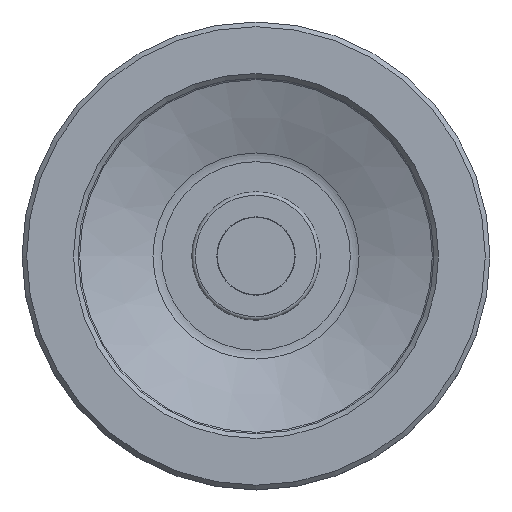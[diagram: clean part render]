
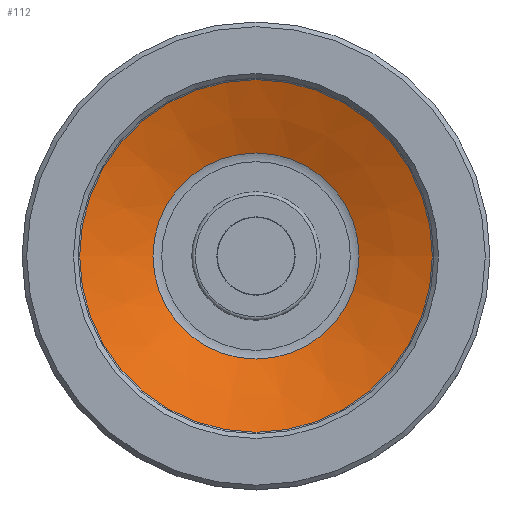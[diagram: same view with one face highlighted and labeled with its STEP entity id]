
A CAD part, top view. The second image highlights one B-rep face of the part: STEP entity #112.
In plain terms, the highlighted conical face has half-angle 68.199 degrees and reference radius 42.25 mm.
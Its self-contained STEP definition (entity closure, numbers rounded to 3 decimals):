
#112 = ADVANCED_FACE( '', ( #252, #253 ), #254, .F. );
#252 = FACE_BOUND( '', #1114, .T. );
#253 = FACE_OUTER_BOUND( '', #1115, .T. );
#254 = CONICAL_SURFACE( '', #1116, 42.25, 1.19 );
#1114 = EDGE_LOOP( '', ( #2031 ) );
#1115 = EDGE_LOOP( '', ( #2032 ) );
#1116 = AXIS2_PLACEMENT_3D( '', #2033, #2034, #2035 );
#2031 = ORIENTED_EDGE( '', *, *, #2218, .T. );
#2032 = ORIENTED_EDGE( '', *, *, #2222, .T. );
#2033 = CARTESIAN_POINT( '', ( 0., 0., 24.4 ) );
#2034 = DIRECTION( '', ( 0., 0., 1. ) );
#2035 = DIRECTION( '', ( 1., 0., 0. ) );
#2218 = EDGE_CURVE( '', #2355, #2355, #2356, .T. );
#2222 = EDGE_CURVE( '', #2361, #2361, #2362, .T. );
#2355 = VERTEX_POINT( '', #2943 );
#2356 = CIRCLE( '', #2944, 44.038 );
#2361 = VERTEX_POINT( '', #2949 );
#2362 = CIRCLE( '', #2950, 75.371 );
#2943 = CARTESIAN_POINT( '', ( -44.038, 0., 25.115 ) );
#2944 = AXIS2_PLACEMENT_3D( '', #3300, #3301, #3302 );
#2949 = CARTESIAN_POINT( '', ( 75.371, 0., 37.649 ) );
#2950 = AXIS2_PLACEMENT_3D( '', #3306, #3307, #3308 );
#3300 = CARTESIAN_POINT( '', ( 0., 0., 25.115 ) );
#3301 = DIRECTION( '', ( 0., 0., -1. ) );
#3302 = DIRECTION( '', ( -1., 0., 0. ) );
#3306 = CARTESIAN_POINT( '', ( 0., 0., 37.649 ) );
#3307 = DIRECTION( '', ( 0., 0., 1. ) );
#3308 = DIRECTION( '', ( 1., 0., 0. ) );
